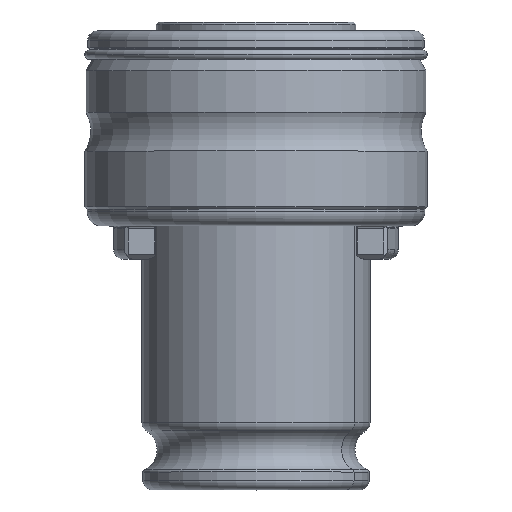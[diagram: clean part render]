
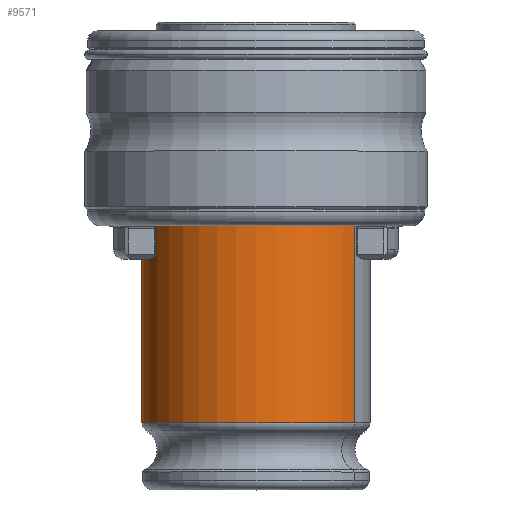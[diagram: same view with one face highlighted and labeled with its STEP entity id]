
A CAD part, top view. The second image highlights one B-rep face of the part: STEP entity #9571.
In plain terms, the highlighted cylindrical face has radius 24 mm (diameter 48 mm), a partial arc.
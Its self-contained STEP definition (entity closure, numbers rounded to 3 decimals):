
#7159=CARTESIAN_POINT('',(0.,-45.415,0.));
#7160=DIRECTION('',(0.,-1.,0.));
#7161=DIRECTION('',(0.866,0.,0.5));
#7162=AXIS2_PLACEMENT_3D('',#7159,#7160,#7161);
#7199=DIRECTION('',(0.,-1.,0.));
#7200=VECTOR('',#7199,45.265);
#7201=CARTESIAN_POINT('',(20.785,-0.15,12.));
#7202=LINE('',#7201,#7200);
#7208=DIRECTION('',(0.,-1.,0.));
#7209=VECTOR('',#7208,45.265);
#7210=CARTESIAN_POINT('',(-20.785,-0.15,-12.));
#7211=LINE('',#7210,#7209);
#7212=CARTESIAN_POINT('',(0.,-0.15,0.));
#7213=DIRECTION('',(0.,1.,0.));
#7214=DIRECTION('',(-0.866,0.,-0.5));
#7215=AXIS2_PLACEMENT_3D('',#7212,#7213,#7214);
#7589=CARTESIAN_POINT('',(-20.785,-0.15,-12.));
#7590=VERTEX_POINT('',#7589);
#7597=CARTESIAN_POINT('',(20.785,-0.15,12.));
#7598=VERTEX_POINT('',#7597);
#7747=CARTESIAN_POINT('',(-20.785,-45.415,-12.));
#7748=CARTESIAN_POINT('',(20.785,-45.415,12.));
#7749=VERTEX_POINT('',#7747);
#7750=VERTEX_POINT('',#7748);
#9559=CARTESIAN_POINT('',(0.,-64.193,0.));
#9560=DIRECTION('',(0.,1.,0.));
#9561=DIRECTION('',(0.866,0.,0.5));
#9562=AXIS2_PLACEMENT_3D('',#9559,#9560,#9561);
#9563=CYLINDRICAL_SURFACE('',#9562,24.);
#9564=ORIENTED_EDGE('',*,*,#9511,.T.);
#9565=ORIENTED_EDGE('',*,*,#9554,.F.);
#9567=ORIENTED_EDGE('',*,*,#9566,.T.);
#9568=ORIENTED_EDGE('',*,*,#9550,.T.);
#9569=EDGE_LOOP('',(#9564,#9565,#9567,#9568));
#9570=FACE_OUTER_BOUND('',#9569,.F.);
#9571=ADVANCED_FACE('',(#9570),#9563,.T.);
#7163=CIRCLE('',#7162,24.);
#7216=CIRCLE('',#7215,24.);
#9511=EDGE_CURVE('',#7750,#7749,#7163,.T.);
#9550=EDGE_CURVE('',#7598,#7750,#7202,.T.);
#9554=EDGE_CURVE('',#7590,#7749,#7211,.T.);
#9566=EDGE_CURVE('',#7590,#7598,#7216,.T.);
